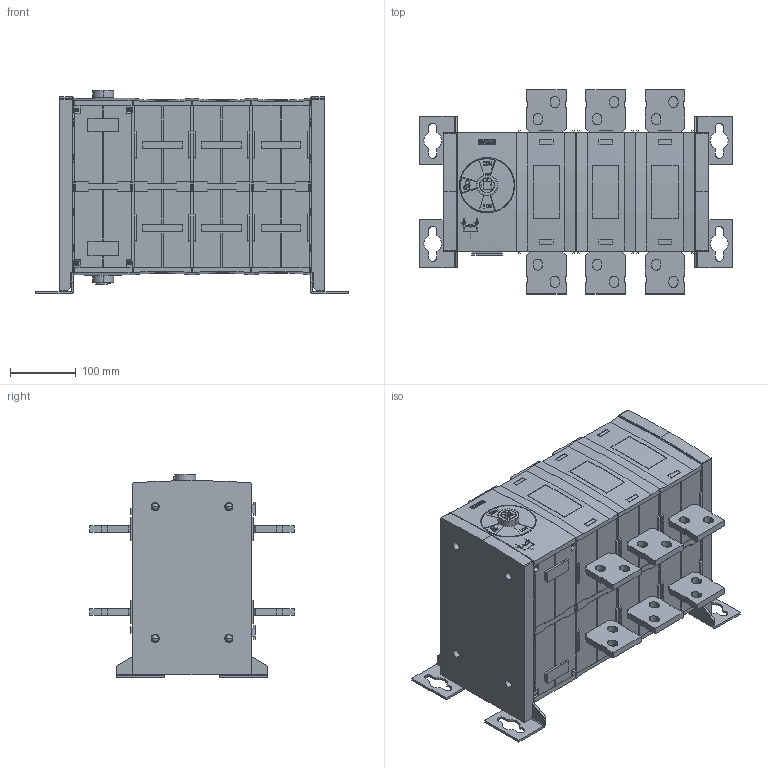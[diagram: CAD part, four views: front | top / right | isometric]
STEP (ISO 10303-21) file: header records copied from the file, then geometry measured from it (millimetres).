
FILE_DESCRIPTION(('STEP AP214'),'1');
FILE_NAME('cctmp_FAE97C19-8EF3-43C5-9E4D-5FB11319E75A_2023_04_13_23_53_31_0254..stp','2023-04-13T21:53:33',('SIEMENS A&D'),('CADClick - www.CADClick.com'),'Spatial InterOp 3D postprocessed',' ','unknown authorization');
FILE_SCHEMA(('AUTOMOTIVE_DESIGN'));
Length unit declared in the file: millimetre
Products named in the file (4): cc_unnamed; 2023_04_13_23_53_31_0160; 2023_04_13_23_53_31_0129; 2023_04_13_23_53_31_0098
Assembly tree (3 placements, depth 2):
  cc_unnamed
    2023_04_13_23_53_31_0160
    2023_04_13_23_53_31_0129
    2023_04_13_23_53_31_0098
Bounding box: 475 x 310 x 309.5 mm (x, y, z)
Volume: 19462434.7 mm3; surface area: 804140.8 mm2
Topology: 3 solids, 12 shells, 2300 faces, 6368 edges, 4166 vertices
Faces by surface type: plane 1848, cylinder 400, sphere 20, cone 20, torus 12
Entity records: 124050 total; most frequent: CARTESIAN_POINT 15277, STYLED_ITEM 12817, PRESENTATION_STYLE_ASSIGNMENT 12817, ORIENTED_EDGE 12696, DIRECTION 12021, EDGE_CURVE 6348, CURVE_STYLE 6348, DRAUGHTING_PRE_DEFINED_CURVE_FONT 6348
